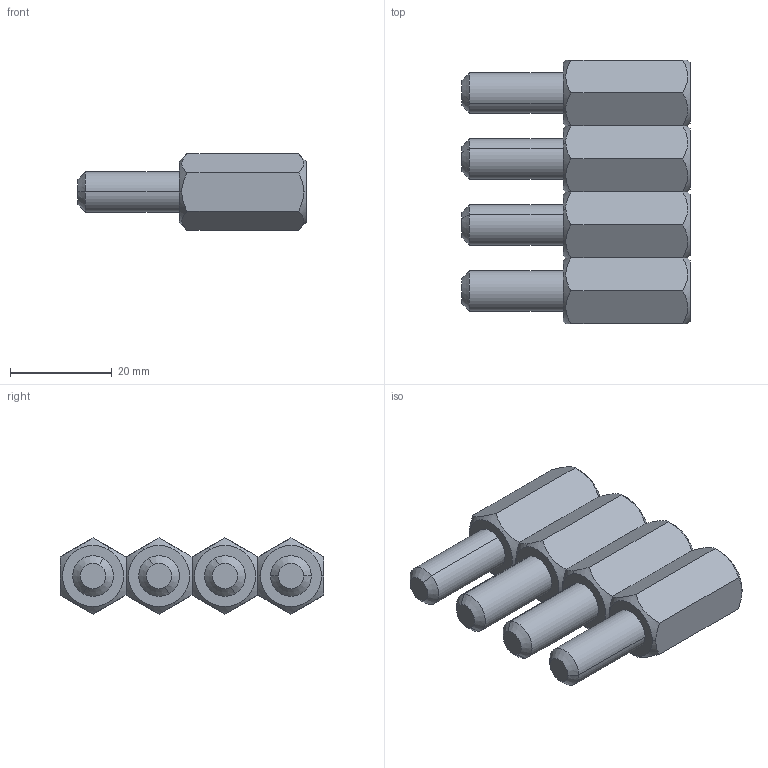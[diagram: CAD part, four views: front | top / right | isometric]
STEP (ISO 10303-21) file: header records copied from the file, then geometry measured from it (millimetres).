
FILE_DESCRIPTION (( 'STEP AP203' ), '1' );
FILE_NAME ('U8016250808 Êîìïëåêò ïðîñòàâîê Ì8õ25 UC2_UC2M_LC2_RS52 (4øò) (000.801.025).STEP', '2022-04-29T05:23:12', ( '' ), ( '' ), 'SwSTEP 2.0', 'SolidWorks 2017', '' );
FILE_SCHEMA (( 'CONFIG_CONTROL_DESIGN' ));
Length unit declared in the file: millimetre
Products named in the file (2): U8016250808 Êîìïëåêò ïðîñòàâîê Ì8õ25 UC2_UC2M_LC2_RS52 (4øò) (000.801.025); 036-21 Ïðîñòàâêà ðåçüáîâàÿ_Œ8å25
Assembly tree (4 placements, depth 2):
  U8016250808 Êîìïëåêò ïðîñòàâîê Ì8õ25 UC2_UC2M_LC2_RS52 (4øò) (000.801.025)
    036-21 Ïðîñòàâêà ðåçüáîâàÿ_Œ8å25  x4
Bounding box: 45 x 52 x 15.01 mm (x, y, z)
Volume: 15172.4 mm3; surface area: 9147.2 mm2
Topology: 4 solids, 4 shells, 92 faces, 216 edges, 132 vertices
Faces by surface type: cone 40, plane 36, cylinder 16
Entity records: 1054 total; most frequent: CARTESIAN_POINT 267, DIRECTION 112, ORIENTED_EDGE 104, EDGE_CURVE 52, AXIS2_PLACEMENT_3D 46, VERTEX_POINT 33, EDGE_LOOP 25, FACE_OUTER_BOUND 23
